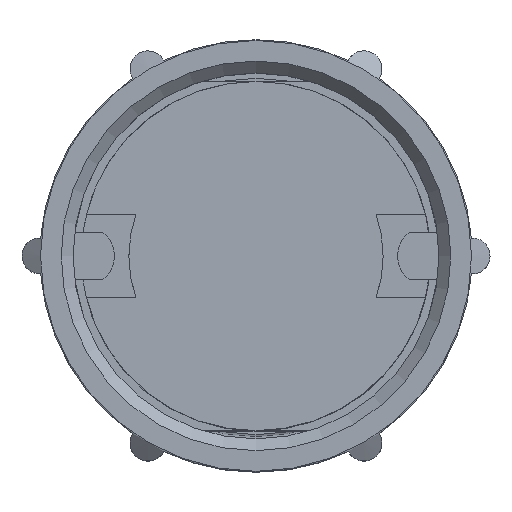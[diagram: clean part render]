
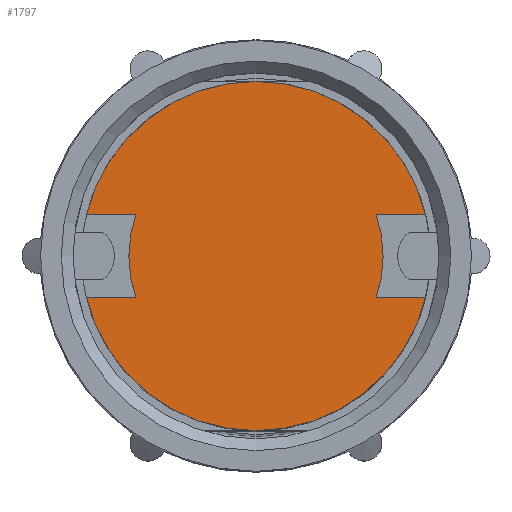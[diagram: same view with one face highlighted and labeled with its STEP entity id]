
A CAD part, top view. The second image highlights one B-rep face of the part: STEP entity #1797.
In plain terms, the highlighted planar face has unit normal (0, 0, 1).
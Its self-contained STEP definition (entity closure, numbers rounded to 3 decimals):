
#146=PLANE('',#2035);
#242=FACE_OUTER_BOUND('',#353,.T.);
#353=EDGE_LOOP('',(#1645,#1646,#1647,#1648,#1649,#1650,#1651,#1652));
#470=LINE('',#3375,#598);
#473=LINE('',#3380,#601);
#483=LINE('',#3417,#611);
#484=LINE('',#3419,#612);
#598=VECTOR('',#2509,10.);
#601=VECTOR('',#2514,10.);
#611=VECTOR('',#2558,10.);
#612=VECTOR('',#2561,10.);
#699=CIRCLE('',#2013,10.7);
#702=CIRCLE('',#2020,14.7);
#705=CIRCLE('',#2023,14.7);
#710=CIRCLE('',#2031,10.7);
#866=VERTEX_POINT('',#3362);
#867=VERTEX_POINT('',#3364);
#871=VERTEX_POINT('',#3374);
#872=VERTEX_POINT('',#3378);
#874=VERTEX_POINT('',#3386);
#877=VERTEX_POINT('',#3393);
#881=VERTEX_POINT('',#3409);
#882=VERTEX_POINT('',#3411);
#1112=EDGE_CURVE('',#867,#866,#699,.T.);
#1117=EDGE_CURVE('',#871,#867,#470,.T.);
#1120=EDGE_CURVE('',#866,#872,#473,.T.);
#1123=EDGE_CURVE('',#874,#871,#702,.T.);
#1128=EDGE_CURVE('',#872,#877,#705,.T.);
#1137=EDGE_CURVE('',#882,#881,#710,.T.);
#1140=EDGE_CURVE('',#877,#882,#483,.T.);
#1141=EDGE_CURVE('',#881,#874,#484,.T.);
#1645=ORIENTED_EDGE('',*,*,#1128,.T.);
#1646=ORIENTED_EDGE('',*,*,#1140,.T.);
#1647=ORIENTED_EDGE('',*,*,#1137,.T.);
#1648=ORIENTED_EDGE('',*,*,#1141,.T.);
#1649=ORIENTED_EDGE('',*,*,#1123,.T.);
#1650=ORIENTED_EDGE('',*,*,#1117,.T.);
#1651=ORIENTED_EDGE('',*,*,#1112,.T.);
#1652=ORIENTED_EDGE('',*,*,#1120,.T.);
#1797=ADVANCED_FACE('',(#242),#146,.T.);
#2013=AXIS2_PLACEMENT_3D('',#3365,#2500,#2501);
#2020=AXIS2_PLACEMENT_3D('',#3387,#2522,#2523);
#2023=AXIS2_PLACEMENT_3D('',#3395,#2530,#2531);
#2031=AXIS2_PLACEMENT_3D('',#3412,#2550,#2551);
#2035=AXIS2_PLACEMENT_3D('',#3420,#2562,#2563);
#2500=DIRECTION('center_axis',(0.,0.,1.));
#2501=DIRECTION('ref_axis',(-1.,0.,0.));
#2509=DIRECTION('',(1.,0.,0.));
#2514=DIRECTION('',(-1.,0.,0.));
#2522=DIRECTION('center_axis',(0.,0.,1.));
#2523=DIRECTION('ref_axis',(1.,0.,0.));
#2530=DIRECTION('center_axis',(0.,0.,1.));
#2531=DIRECTION('ref_axis',(1.,0.,0.));
#2550=DIRECTION('center_axis',(0.,0.,1.));
#2551=DIRECTION('ref_axis',(1.,0.,0.));
#2558=DIRECTION('',(-1.,0.,0.));
#2561=DIRECTION('',(1.,0.,0.));
#2562=DIRECTION('center_axis',(0.,0.,1.));
#2563=DIRECTION('ref_axis',(1.,0.,0.));
#3362=CARTESIAN_POINT('',(-10.111,-3.5,112.));
#3364=CARTESIAN_POINT('',(-10.111,3.5,112.));
#3365=CARTESIAN_POINT('Origin',(0.,0.,112.));
#3374=CARTESIAN_POINT('',(-14.277,3.5,112.));
#3375=CARTESIAN_POINT('',(-7.139,3.5,112.));
#3378=CARTESIAN_POINT('',(-14.277,-3.5,112.));
#3380=CARTESIAN_POINT('',(-5.056,-3.5,112.));
#3386=CARTESIAN_POINT('',(14.277,3.5,112.));
#3387=CARTESIAN_POINT('Origin',(0.,0.,112.));
#3393=CARTESIAN_POINT('',(14.277,-3.5,112.));
#3395=CARTESIAN_POINT('Origin',(0.,0.,112.));
#3409=CARTESIAN_POINT('',(10.111,3.5,112.));
#3411=CARTESIAN_POINT('',(10.111,-3.5,112.));
#3412=CARTESIAN_POINT('Origin',(0.,0.,112.));
#3417=CARTESIAN_POINT('',(7.139,-3.5,112.));
#3419=CARTESIAN_POINT('',(5.056,3.5,112.));
#3420=CARTESIAN_POINT('Origin',(0.,0.,112.));
